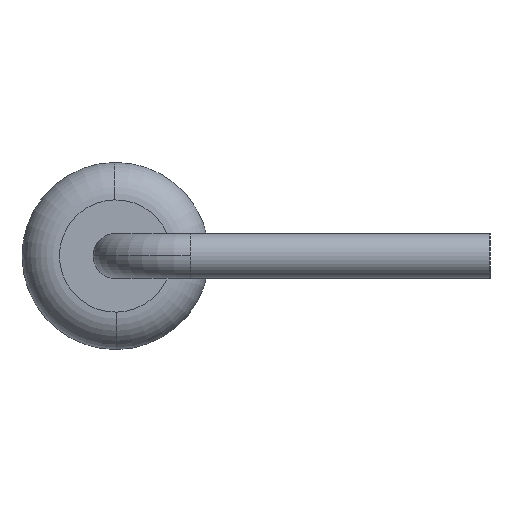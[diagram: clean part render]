
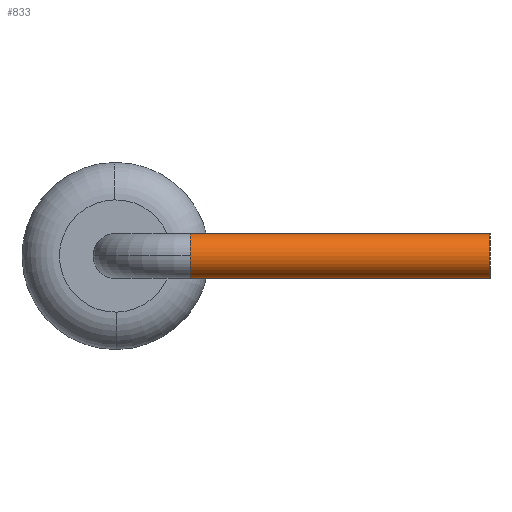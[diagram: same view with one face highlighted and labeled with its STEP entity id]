
A CAD part, left-side view. The second image highlights one B-rep face of the part: STEP entity #833.
In plain terms, the highlighted cylindrical face has radius 0.3 mm (diameter 0.6 mm), a partial arc.
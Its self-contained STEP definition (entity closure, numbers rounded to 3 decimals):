
#12 = CARTESIAN_POINT ( 'NONE',  ( -3.75, 0., -0.3 ) ) ;
#18 = EDGE_CURVE ( 'NONE', #1443, #541, #474, .T. ) ;
#27 = AXIS2_PLACEMENT_3D ( 'NONE', #110, #1072, #342 ) ;
#40 = EDGE_CURVE ( 'NONE', #421, #1443, #269, .T. ) ;
#57 = AXIS2_PLACEMENT_3D ( 'NONE', #613, #134, #253 ) ;
#75 = ORIENTED_EDGE ( 'NONE', *, *, #983, .T. ) ;
#110 = CARTESIAN_POINT ( 'NONE',  ( -3.75, 4., 0. ) ) ;
#112 = DIRECTION ( 'NONE',  ( 0., 0., 1. ) ) ;
#117 = CARTESIAN_POINT ( 'NONE',  ( -3.75, 0., 0.3 ) ) ;
#119 = CYLINDRICAL_SURFACE ( 'NONE', #191, 0.3 ) ;
#134 = DIRECTION ( 'NONE',  ( 0., 1., 0. ) ) ;
#191 = AXIS2_PLACEMENT_3D ( 'NONE', #1459, #1344, #645 ) ;
#243 = LINE ( 'NONE', #1088, #304 ) ;
#253 = DIRECTION ( 'NONE',  ( 0., 0., 1. ) ) ;
#269 = CIRCLE ( 'NONE', #57, 0.3 ) ;
#304 = VECTOR ( 'NONE', #372, 1000. ) ;
#310 = ORIENTED_EDGE ( 'NONE', *, *, #40, .F. ) ;
#335 = ORIENTED_EDGE ( 'NONE', *, *, #18, .F. ) ;
#342 = DIRECTION ( 'NONE',  ( 0., 0., 1. ) ) ;
#372 = DIRECTION ( 'NONE',  ( 0., 1., 0. ) ) ;
#421 = VERTEX_POINT ( 'NONE', #899 ) ;
#451 = ORIENTED_EDGE ( 'NONE', *, *, #569, .F. ) ;
#452 = DIRECTION ( 'NONE',  ( 0., 1., 0. ) ) ;
#458 = CARTESIAN_POINT ( 'NONE',  ( -3.75, 4., 0.3 ) ) ;
#459 = DIRECTION ( 'NONE',  ( 0., 1., 0. ) ) ;
#474 = CIRCLE ( 'NONE', #27, 0.3 ) ;
#541 = VERTEX_POINT ( 'NONE', #458 ) ;
#569 = EDGE_CURVE ( 'NONE', #1281, #421, #1274, .T. ) ;
#612 = CARTESIAN_POINT ( 'NONE',  ( -4.05, 4., 0. ) ) ;
#613 = CARTESIAN_POINT ( 'NONE',  ( -3.75, 4., 0. ) ) ;
#645 = DIRECTION ( 'NONE',  ( 0., 0., 1. ) ) ;
#662 = EDGE_CURVE ( 'NONE', #958, #541, #243, .T. ) ;
#833 = ADVANCED_FACE ( 'NONE', ( #1089 ), #119, .T. ) ;
#851 = EDGE_LOOP ( 'NONE', ( #451, #75, #1107, #335, #310 ) ) ;
#899 = CARTESIAN_POINT ( 'NONE',  ( -3.75, 4., -0.3 ) ) ;
#914 = CARTESIAN_POINT ( 'NONE',  ( -3.75, 0., -0.3 ) ) ;
#958 = VERTEX_POINT ( 'NONE', #117 ) ;
#983 = EDGE_CURVE ( 'NONE', #1281, #958, #1272, .T. ) ;
#1072 = DIRECTION ( 'NONE',  ( 0., 1., 0. ) ) ;
#1088 = CARTESIAN_POINT ( 'NONE',  ( -3.75, 0., 0.3 ) ) ;
#1089 = FACE_OUTER_BOUND ( 'NONE', #851, .T. ) ;
#1107 = ORIENTED_EDGE ( 'NONE', *, *, #662, .T. ) ;
#1195 = CARTESIAN_POINT ( 'NONE',  ( -3.75, 0., 0. ) ) ;
#1220 = VECTOR ( 'NONE', #452, 1000. ) ;
#1272 = CIRCLE ( 'NONE', #1365, 0.3 ) ;
#1274 = LINE ( 'NONE', #12, #1220 ) ;
#1281 = VERTEX_POINT ( 'NONE', #914 ) ;
#1344 = DIRECTION ( 'NONE',  ( 0., 1., 0. ) ) ;
#1365 = AXIS2_PLACEMENT_3D ( 'NONE', #1195, #459, #112 ) ;
#1443 = VERTEX_POINT ( 'NONE', #612 ) ;
#1459 = CARTESIAN_POINT ( 'NONE',  ( -3.75, 0., 0. ) ) ;
